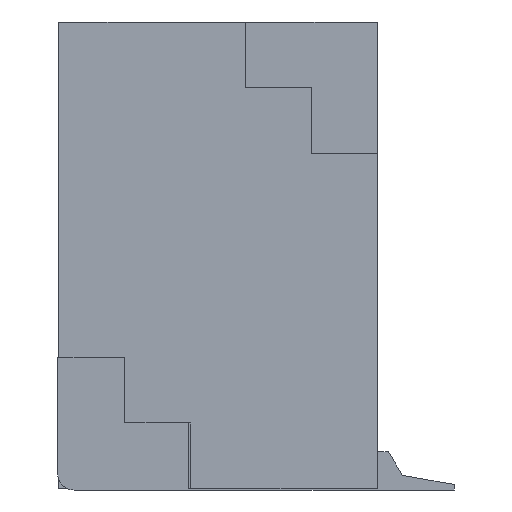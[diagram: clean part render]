
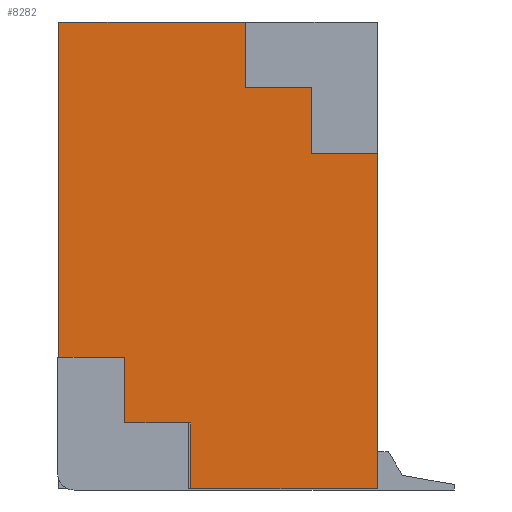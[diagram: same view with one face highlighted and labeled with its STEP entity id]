
A CAD part, left-side view. The second image highlights one B-rep face of the part: STEP entity #8282.
In plain terms, the highlighted planar face has unit normal (-1, 0, 0).
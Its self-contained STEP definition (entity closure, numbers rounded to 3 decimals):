
#224 = CARTESIAN_POINT ( 'NONE',  ( -1.5, -0.25, 4.25 ) ) ;
#606 = ORIENTED_EDGE ( 'NONE', *, *, #7607, .T. ) ;
#681 = EDGE_CURVE ( 'NONE', #10923, #2703, #9536, .T. ) ;
#707 = ORIENTED_EDGE ( 'NONE', *, *, #6361, .F. ) ;
#942 = VERTEX_POINT ( 'NONE', #14287 ) ;
#1018 = CARTESIAN_POINT ( 'NONE',  ( -1.5, 0.85, 0.6 ) ) ;
#1300 = CARTESIAN_POINT ( 'NONE',  ( -1.5, -0.25, 4.25 ) ) ;
#1476 = DIRECTION ( 'NONE',  ( 0., 0., 1. ) ) ;
#1955 = EDGE_CURVE ( 'NONE', #2703, #17012, #14812, .T. ) ;
#2030 = DIRECTION ( 'NONE',  ( 0., -1., 0. ) ) ;
#2399 = DIRECTION ( 'NONE',  ( 0., -1., 0. ) ) ;
#2703 = VERTEX_POINT ( 'NONE', #11994 ) ;
#2771 = ORIENTED_EDGE ( 'NONE', *, *, #10793, .F. ) ;
#3080 = LINE ( 'NONE', #10105, #4582 ) ;
#3268 = VECTOR ( 'NONE', #18905, 1000. ) ;
#3317 = LINE ( 'NONE', #224, #9865 ) ;
#3323 = DIRECTION ( 'NONE',  ( 0., 0., -1. ) ) ;
#3488 = LINE ( 'NONE', #18942, #18536 ) ;
#3656 = CARTESIAN_POINT ( 'NONE',  ( -1.5, -0.85, 3.65 ) ) ;
#3670 = ORIENTED_EDGE ( 'NONE', *, *, #14930, .F. ) ;
#3683 = EDGE_CURVE ( 'NONE', #12315, #5189, #21581, .T. ) ;
#3919 = ORIENTED_EDGE ( 'NONE', *, *, #20532, .T. ) ;
#4210 = DIRECTION ( 'NONE',  ( 0., 0., 1. ) ) ;
#4248 = VECTOR ( 'NONE', #13393, 1000. ) ;
#4394 = EDGE_LOOP ( 'NONE', ( #3919, #20477, #4995, #10767, #10925, #606, #2771, #10022, #9310, #3670, #707, #19164 ) ) ;
#4400 = VECTOR ( 'NONE', #14604, 1000. ) ;
#4496 = CARTESIAN_POINT ( 'NONE',  ( -1.5, -1.45, 0. ) ) ;
#4539 = VECTOR ( 'NONE', #19450, 1000. ) ;
#4582 = VECTOR ( 'NONE', #3323, 1000. ) ;
#4664 = VECTOR ( 'NONE', #4210, 1000. ) ;
#4995 = ORIENTED_EDGE ( 'NONE', *, *, #681, .F. ) ;
#5086 = CARTESIAN_POINT ( 'NONE',  ( -1.5, -0.85, 3.65 ) ) ;
#5149 = CARTESIAN_POINT ( 'NONE',  ( -1.5, 1.45, 4.25 ) ) ;
#5189 = VERTEX_POINT ( 'NONE', #22540 ) ;
#5821 = DIRECTION ( 'NONE',  ( 0., 1., 0. ) ) ;
#5873 = CARTESIAN_POINT ( 'NONE',  ( -1.5, 0.25, 0.6 ) ) ;
#5933 = CARTESIAN_POINT ( 'NONE',  ( -1.5, -1.45, 0. ) ) ;
#6361 = EDGE_CURVE ( 'NONE', #18585, #10813, #3317, .T. ) ;
#6400 = CARTESIAN_POINT ( 'NONE',  ( -1.5, -0.25, 3.65 ) ) ;
#6961 = DIRECTION ( 'NONE',  ( 1., 0., 0. ) ) ;
#7090 = LINE ( 'NONE', #20996, #13405 ) ;
#7406 = VERTEX_POINT ( 'NONE', #3656 ) ;
#7607 = EDGE_CURVE ( 'NONE', #9755, #18182, #21438, .T. ) ;
#7682 = CARTESIAN_POINT ( 'NONE',  ( -1.5, 1.45, 1.2 ) ) ;
#8282 = ADVANCED_FACE ( 'NONE', ( #10652 ), #15649, .F. ) ;
#8634 = VECTOR ( 'NONE', #15122, 1000. ) ;
#8903 = DIRECTION ( 'NONE',  ( 0., 0., -1. ) ) ;
#9310 = ORIENTED_EDGE ( 'NONE', *, *, #12696, .F. ) ;
#9332 = VECTOR ( 'NONE', #2399, 1000. ) ;
#9536 = LINE ( 'NONE', #1018, #4664 ) ;
#9755 = VERTEX_POINT ( 'NONE', #16510 ) ;
#9865 = VECTOR ( 'NONE', #10572, 1000. ) ;
#9903 = LINE ( 'NONE', #16847, #8634 ) ;
#10022 = ORIENTED_EDGE ( 'NONE', *, *, #3683, .F. ) ;
#10105 = CARTESIAN_POINT ( 'NONE',  ( -1.5, -1.45, 4.25 ) ) ;
#10572 = DIRECTION ( 'NONE',  ( 0., 0., -1. ) ) ;
#10616 = LINE ( 'NONE', #5086, #3268 ) ;
#10652 = FACE_OUTER_BOUND ( 'NONE', #4394, .T. ) ;
#10767 = ORIENTED_EDGE ( 'NONE', *, *, #16944, .F. ) ;
#10793 = EDGE_CURVE ( 'NONE', #5189, #18182, #3080, .T. ) ;
#10813 = VERTEX_POINT ( 'NONE', #13644 ) ;
#10923 = VERTEX_POINT ( 'NONE', #16014 ) ;
#10925 = ORIENTED_EDGE ( 'NONE', *, *, #17996, .F. ) ;
#11994 = CARTESIAN_POINT ( 'NONE',  ( -1.5, 0.85, 1.2 ) ) ;
#12315 = VERTEX_POINT ( 'NONE', #20292 ) ;
#12696 = EDGE_CURVE ( 'NONE', #7406, #12315, #10616, .T. ) ;
#12863 = AXIS2_PLACEMENT_3D ( 'NONE', #22564, #6961, #8903 ) ;
#13216 = VECTOR ( 'NONE', #5821, 1000. ) ;
#13393 = DIRECTION ( 'NONE',  ( 0., -1., 0. ) ) ;
#13405 = VECTOR ( 'NONE', #2030, 1000. ) ;
#13644 = CARTESIAN_POINT ( 'NONE',  ( -1.5, -0.25, 3.65 ) ) ;
#14148 = VERTEX_POINT ( 'NONE', #5149 ) ;
#14287 = CARTESIAN_POINT ( 'NONE',  ( -1.5, 0.25, 0.6 ) ) ;
#14604 = DIRECTION ( 'NONE',  ( 0., -1., 0. ) ) ;
#14812 = LINE ( 'NONE', #21432, #13216 ) ;
#14930 = EDGE_CURVE ( 'NONE', #10813, #7406, #22017, .T. ) ;
#14983 = EDGE_CURVE ( 'NONE', #14148, #18585, #7090, .T. ) ;
#15122 = DIRECTION ( 'NONE',  ( 0., 0., -1. ) ) ;
#15649 = PLANE ( 'NONE',  #12863 ) ;
#16014 = CARTESIAN_POINT ( 'NONE',  ( -1.5, 0.85, 0.6 ) ) ;
#16510 = CARTESIAN_POINT ( 'NONE',  ( -1.5, 0.25, 0. ) ) ;
#16847 = CARTESIAN_POINT ( 'NONE',  ( -1.5, 1.45, 4.25 ) ) ;
#16944 = EDGE_CURVE ( 'NONE', #942, #10923, #21031, .T. ) ;
#17012 = VERTEX_POINT ( 'NONE', #7682 ) ;
#17996 = EDGE_CURVE ( 'NONE', #9755, #942, #3488, .T. ) ;
#18182 = VERTEX_POINT ( 'NONE', #4496 ) ;
#18536 = VECTOR ( 'NONE', #1476, 1000. ) ;
#18585 = VERTEX_POINT ( 'NONE', #1300 ) ;
#18905 = DIRECTION ( 'NONE',  ( 0., 0., -1. ) ) ;
#18942 = CARTESIAN_POINT ( 'NONE',  ( -1.5, 0.25, 0. ) ) ;
#19164 = ORIENTED_EDGE ( 'NONE', *, *, #14983, .F. ) ;
#19450 = DIRECTION ( 'NONE',  ( 0., 1., 0. ) ) ;
#19882 = CARTESIAN_POINT ( 'NONE',  ( -1.5, -1.45, 3.05 ) ) ;
#20292 = CARTESIAN_POINT ( 'NONE',  ( -1.5, -0.85, 3.05 ) ) ;
#20477 = ORIENTED_EDGE ( 'NONE', *, *, #1955, .F. ) ;
#20532 = EDGE_CURVE ( 'NONE', #14148, #17012, #9903, .T. ) ;
#20996 = CARTESIAN_POINT ( 'NONE',  ( -1.5, -1.45, 4.25 ) ) ;
#21031 = LINE ( 'NONE', #5873, #4539 ) ;
#21432 = CARTESIAN_POINT ( 'NONE',  ( -1.5, 1.45, 1.2 ) ) ;
#21438 = LINE ( 'NONE', #5933, #4400 ) ;
#21581 = LINE ( 'NONE', #19882, #9332 ) ;
#22017 = LINE ( 'NONE', #6400, #4248 ) ;
#22540 = CARTESIAN_POINT ( 'NONE',  ( -1.5, -1.45, 3.05 ) ) ;
#22564 = CARTESIAN_POINT ( 'NONE',  ( -1.5, -1.45, 4.25 ) ) ;
